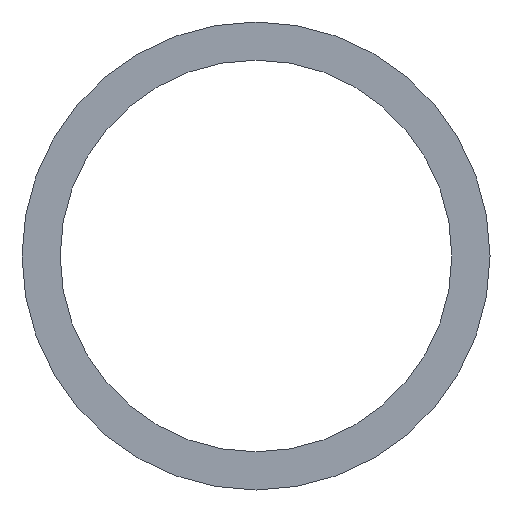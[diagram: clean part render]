
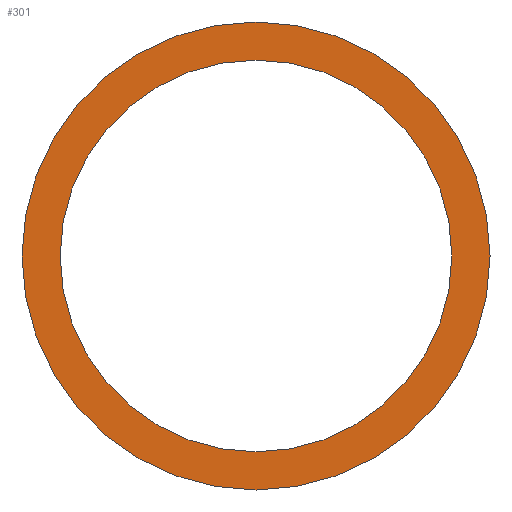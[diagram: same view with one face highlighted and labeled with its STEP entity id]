
A CAD part, front view. The second image highlights one B-rep face of the part: STEP entity #301.
In plain terms, the highlighted planar face has unit normal (0, -1, 0).
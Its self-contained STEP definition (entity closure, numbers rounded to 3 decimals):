
#10 = ORIENTED_EDGE ( 'NONE', *, *, #346, .T. ) ;
#13 = CIRCLE ( 'NONE', #295, 30.65 ) ;
#29 = DIRECTION ( 'NONE',  ( 0., -1., 0. ) ) ;
#33 = CARTESIAN_POINT ( 'NONE',  ( 0., 0., 30.65 ) ) ;
#56 = DIRECTION ( 'NONE',  ( 0., 1., 0. ) ) ;
#63 = DIRECTION ( 'NONE',  ( 0., 0., -1. ) ) ;
#67 = VERTEX_POINT ( 'NONE', #220 ) ;
#76 = FACE_BOUND ( 'NONE', #407, .T. ) ;
#80 = CIRCLE ( 'NONE', #398, 30.65 ) ;
#92 = AXIS2_PLACEMENT_3D ( 'NONE', #97, #29, #63 ) ;
#97 = CARTESIAN_POINT ( 'NONE',  ( 0., 0., 0. ) ) ;
#100 = VERTEX_POINT ( 'NONE', #194 ) ;
#101 = FACE_OUTER_BOUND ( 'NONE', #124, .T. ) ;
#112 = DIRECTION ( 'NONE',  ( 0., 0., -1. ) ) ;
#124 = EDGE_LOOP ( 'NONE', ( #10, #405 ) ) ;
#128 = DIRECTION ( 'NONE',  ( 0., -1., 0. ) ) ;
#159 = CARTESIAN_POINT ( 'NONE',  ( 0., 0., 0. ) ) ;
#162 = AXIS2_PLACEMENT_3D ( 'NONE', #260, #56, #280 ) ;
#170 = DIRECTION ( 'NONE',  ( 0., 0., -1. ) ) ;
#178 = EDGE_CURVE ( 'NONE', #243, #100, #13, .T. ) ;
#194 = CARTESIAN_POINT ( 'NONE',  ( 0., 0., -30.65 ) ) ;
#196 = PLANE ( 'NONE',  #162 ) ;
#202 = CIRCLE ( 'NONE', #374, 25.65 ) ;
#205 = EDGE_CURVE ( 'NONE', #67, #207, #202, .T. ) ;
#207 = VERTEX_POINT ( 'NONE', #254 ) ;
#220 = CARTESIAN_POINT ( 'NONE',  ( 0., 0., -25.65 ) ) ;
#243 = VERTEX_POINT ( 'NONE', #33 ) ;
#254 = CARTESIAN_POINT ( 'NONE',  ( 0., 0., 25.65 ) ) ;
#260 = CARTESIAN_POINT ( 'NONE',  ( -30.65, 0., 0. ) ) ;
#261 = CIRCLE ( 'NONE', #92, 25.65 ) ;
#278 = EDGE_CURVE ( 'NONE', #207, #67, #261, .T. ) ;
#280 = DIRECTION ( 'NONE',  ( 0., 0., 1. ) ) ;
#295 = AXIS2_PLACEMENT_3D ( 'NONE', #159, #128, #380 ) ;
#301 = ADVANCED_FACE ( 'NONE', ( #76, #101 ), #196, .F. ) ;
#323 = CARTESIAN_POINT ( 'NONE',  ( 0., 0., 0. ) ) ;
#329 = DIRECTION ( 'NONE',  ( 0., -1., 0. ) ) ;
#346 = EDGE_CURVE ( 'NONE', #100, #243, #80, .T. ) ;
#354 = ORIENTED_EDGE ( 'NONE', *, *, #205, .F. ) ;
#374 = AXIS2_PLACEMENT_3D ( 'NONE', #323, #384, #170 ) ;
#380 = DIRECTION ( 'NONE',  ( 0., 0., -1. ) ) ;
#384 = DIRECTION ( 'NONE',  ( 0., -1., 0. ) ) ;
#393 = ORIENTED_EDGE ( 'NONE', *, *, #278, .F. ) ;
#398 = AXIS2_PLACEMENT_3D ( 'NONE', #400, #329, #112 ) ;
#400 = CARTESIAN_POINT ( 'NONE',  ( 0., 0., 0. ) ) ;
#405 = ORIENTED_EDGE ( 'NONE', *, *, #178, .T. ) ;
#407 = EDGE_LOOP ( 'NONE', ( #354, #393 ) ) ;
